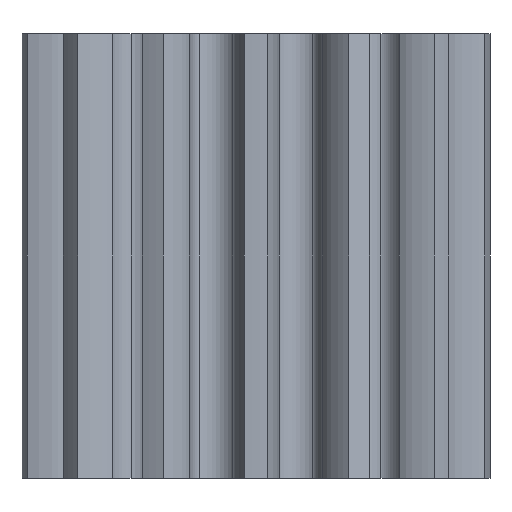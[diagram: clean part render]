
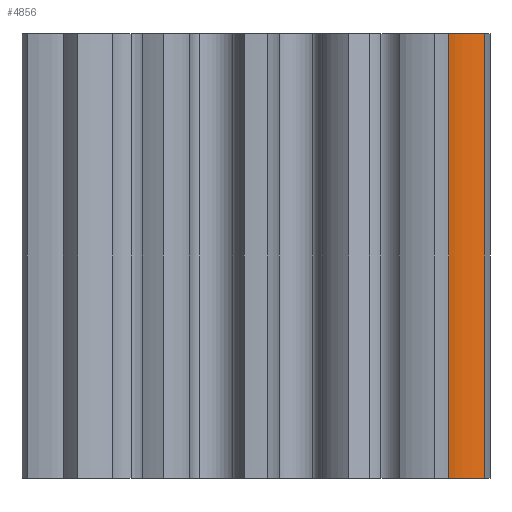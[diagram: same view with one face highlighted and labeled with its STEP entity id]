
A CAD part, left-side view. The second image highlights one B-rep face of the part: STEP entity #4856.
In plain terms, the highlighted free-form (B-spline) face has degree [3, 1] with [13, 2] control points.
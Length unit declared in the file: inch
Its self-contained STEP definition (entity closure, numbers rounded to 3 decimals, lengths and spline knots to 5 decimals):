
#23 = CARTESIAN_POINT ( 'NONE',  ( -0.11525, -0.34597, 0.375 ) ) ;
#31 = CARTESIAN_POINT ( 'NONE',  ( -0.11103, -0.37555, -0.375 ) ) ;
#207 = VERTEX_POINT ( 'NONE', #1894 ) ;
#253 = CARTESIAN_POINT ( 'NONE',  ( -0.11526, -0.33566, 0.375 ) ) ;
#340 = CARTESIAN_POINT ( 'NONE',  ( -0.11408, -0.35896, -0.375 ) ) ;
#356 = CARTESIAN_POINT ( 'NONE',  ( -0.1129, -0.36643, 0.375 ) ) ;
#415 = ORIENTED_EDGE ( 'NONE', *, *, #3421, .F. ) ;
#463 = CARTESIAN_POINT ( 'NONE',  ( -0.1129, -0.36643, 0.375 ) ) ;
#472 = LINE ( 'NONE', #4869, #1982 ) ;
#501 = DIRECTION ( 'NONE',  ( 0., 0., -1. ) ) ;
#532 = VERTEX_POINT ( 'NONE', #2650 ) ;
#619 = CARTESIAN_POINT ( 'NONE',  ( -0.11537, -0.34047, -0.375 ) ) ;
#669 = CARTESIAN_POINT ( 'NONE',  ( -0.11484, -0.35214, -0.375 ) ) ;
#726 = CARTESIAN_POINT ( 'NONE',  ( -0.11452, -0.32744, 0.375 ) ) ;
#776 = VECTOR ( 'NONE', #501, 39.37008 ) ;
#801 = CARTESIAN_POINT ( 'NONE',  ( -0.1129, -0.36643, -0.375 ) ) ;
#812 = CARTESIAN_POINT ( 'NONE',  ( -0.10815, -0.38601, -0.375 ) ) ;
#1006 = CARTESIAN_POINT ( 'NONE',  ( -0.11537, -0.34047, 0.375 ) ) ;
#1032 = CARTESIAN_POINT ( 'NONE',  ( -0.11525, -0.34597, -0.375 ) ) ;
#1056 = FACE_OUTER_BOUND ( 'NONE', #3028, .T. ) ;
#1111 = CARTESIAN_POINT ( 'NONE',  ( -0.11369, -0.32315, 0.375 ) ) ;
#1121 = CARTESIAN_POINT ( 'NONE',  ( -0.11526, -0.33566, -0.375 ) ) ;
#1331 = CARTESIAN_POINT ( 'NONE',  ( -0.11452, -0.32744, -0.375 ) ) ;
#1368 = DIRECTION ( 'NONE',  ( 0., 0., -1. ) ) ;
#1411 = CARTESIAN_POINT ( 'NONE',  ( -0.11405, -0.32472, 0.375 ) ) ;
#1436 = CARTESIAN_POINT ( 'NONE',  ( -0.11498, -0.33154, 0.375 ) ) ;
#1497 = CARTESIAN_POINT ( 'NONE',  ( -0.11405, -0.32472, -0.375 ) ) ;
#1560 = CARTESIAN_POINT ( 'NONE',  ( -0.10937, -0.38214, -0.375 ) ) ;
#1880 = CARTESIAN_POINT ( 'NONE',  ( -0.10815, -0.38601, 0.375 ) ) ;
#1894 = CARTESIAN_POINT ( 'NONE',  ( -0.11369, -0.32315, 0.375 ) ) ;
#1975 = CARTESIAN_POINT ( 'NONE',  ( -0.10815, -0.38601, 0.375 ) ) ;
#1982 = VECTOR ( 'NONE', #1368, 39.37008 ) ;
#2101 = EDGE_CURVE ( 'NONE', #532, #3413, #4853, .T. ) ;
#2222 = CARTESIAN_POINT ( 'NONE',  ( -0.11408, -0.35896, 0.375 ) ) ;
#2279 = CARTESIAN_POINT ( 'NONE',  ( -0.11498, -0.33154, 0.375 ) ) ;
#2284 = EDGE_CURVE ( 'NONE', #207, #532, #472, .T. ) ;
#2287 = CARTESIAN_POINT ( 'NONE',  ( -0.11484, -0.35214, -0.375 ) ) ;
#2303 = CARTESIAN_POINT ( 'NONE',  ( -0.11103, -0.37555, -0.375 ) ) ;
#2607 = CARTESIAN_POINT ( 'NONE',  ( -0.11405, -0.32472, -0.375 ) ) ;
#2650 = CARTESIAN_POINT ( 'NONE',  ( -0.11369, -0.32315, -0.375 ) ) ;
#2662 = CARTESIAN_POINT ( 'NONE',  ( -0.11103, -0.37555, 0.375 ) ) ;
#2674 = CARTESIAN_POINT ( 'NONE',  ( -0.11537, -0.34047, -0.375 ) ) ;
#2762 = CARTESIAN_POINT ( 'NONE',  ( -0.10815, -0.38601, 0.375 ) ) ;
#2837 = CARTESIAN_POINT ( 'NONE',  ( -0.11408, -0.35896, 0.375 ) ) ;
#2851 = LINE ( 'NONE', #4393, #776 ) ;
#2925 = B_SPLINE_CURVE_WITH_KNOTS ( 'NONE', 3,
 ( #1111, #4229, #726, #2279, #3530, #3131, #23, #3626, #2837, #463, #3229, #3203, #1975 ),
 .UNSPECIFIED., .F., .F.,
 ( 4, 1, 1, 1, 1, 1, 1, 1, 1, 1, 4 ),
 ( 0., 0.07591, 0.1299, 0.19466, 0.27018, 0.35648, 0.45354, 0.56136, 0.67996, 0.80932, 1. ),
 .UNSPECIFIED. ) ;
#2942 = CARTESIAN_POINT ( 'NONE',  ( -0.11452, -0.32744, -0.375 ) ) ;
#3028 = EDGE_LOOP ( 'NONE', ( #4220, #415, #4394, #4806 ) ) ;
#3060 = CARTESIAN_POINT ( 'NONE',  ( -0.11498, -0.33154, -0.375 ) ) ;
#3131 = CARTESIAN_POINT ( 'NONE',  ( -0.11537, -0.34047, 0.375 ) ) ;
#3203 = CARTESIAN_POINT ( 'NONE',  ( -0.10937, -0.38214, 0.375 ) ) ;
#3229 = CARTESIAN_POINT ( 'NONE',  ( -0.11103, -0.37555, 0.375 ) ) ;
#3413 = VERTEX_POINT ( 'NONE', #4003 ) ;
#3416 = CARTESIAN_POINT ( 'NONE',  ( -0.11369, -0.32315, -0.375 ) ) ;
#3421 = EDGE_CURVE ( 'NONE', #3611, #3413, #2851, .T. ) ;
#3527 = CARTESIAN_POINT ( 'NONE',  ( -0.10815, -0.38601, -0.375 ) ) ;
#3530 = CARTESIAN_POINT ( 'NONE',  ( -0.11526, -0.33566, 0.375 ) ) ;
#3611 = VERTEX_POINT ( 'NONE', #1880 ) ;
#3626 = CARTESIAN_POINT ( 'NONE',  ( -0.11484, -0.35214, 0.375 ) ) ;
#3708 = CARTESIAN_POINT ( 'NONE',  ( -0.11369, -0.32315, -0.375 ) ) ;
#3734 = CARTESIAN_POINT ( 'NONE',  ( -0.11484, -0.35214, 0.375 ) ) ;
#3782 = CARTESIAN_POINT ( 'NONE',  ( -0.11498, -0.33154, -0.375 ) ) ;
#3950 = EDGE_CURVE ( 'NONE', #207, #3611, #2925, .T. ) ;
#4003 = CARTESIAN_POINT ( 'NONE',  ( -0.10815, -0.38601, -0.375 ) ) ;
#4059 = CARTESIAN_POINT ( 'NONE',  ( -0.1129, -0.36643, -0.375 ) ) ;
#4118 = CARTESIAN_POINT ( 'NONE',  ( -0.11525, -0.34597, 0.375 ) ) ;
#4220 = ORIENTED_EDGE ( 'NONE', *, *, #2101, .T. ) ;
#4229 = CARTESIAN_POINT ( 'NONE',  ( -0.11405, -0.32472, 0.375 ) ) ;
#4238 = CARTESIAN_POINT ( 'NONE',  ( -0.11525, -0.34597, -0.375 ) ) ;
#4313 = CARTESIAN_POINT ( 'NONE',  ( -0.10937, -0.38214, -0.375 ) ) ;
#4324 = CARTESIAN_POINT ( 'NONE',  ( -0.10937, -0.38214, 0.375 ) ) ;
#4345 = B_SPLINE_SURFACE_WITH_KNOTS ( 'NONE', 3, 1, ( 
 ( #4476, #3708 ),
 ( #1411, #2607 ),
 ( #4525, #2942 ),
 ( #1436, #3782 ),
 ( #253, #4500 ),
 ( #1006, #619 ),
 ( #4118, #1032 ),
 ( #3734, #669 ),
 ( #2222, #4578 ),
 ( #356, #801 ),
 ( #2662, #2303 ),
 ( #4324, #1560 ),
 ( #2762, #3527 ) ),
 .UNSPECIFIED., .F., .F., .F.,
 ( 4, 1, 1, 1, 1, 1, 1, 1, 1, 1, 4 ),
 ( 2, 2 ),
 ( 0., 0.07591, 0.1299, 0.19466, 0.27018, 0.35648, 0.45354, 0.56136, 0.67996, 0.80932, 1. ),
 ( 0., 1. ),
 .UNSPECIFIED. ) ;
#4393 = CARTESIAN_POINT ( 'NONE',  ( -0.10815, -0.38601, 0.375 ) ) ;
#4394 = ORIENTED_EDGE ( 'NONE', *, *, #3950, .F. ) ;
#4476 = CARTESIAN_POINT ( 'NONE',  ( -0.11369, -0.32315, 0.375 ) ) ;
#4500 = CARTESIAN_POINT ( 'NONE',  ( -0.11526, -0.33566, -0.375 ) ) ;
#4525 = CARTESIAN_POINT ( 'NONE',  ( -0.11452, -0.32744, 0.375 ) ) ;
#4578 = CARTESIAN_POINT ( 'NONE',  ( -0.11408, -0.35896, -0.375 ) ) ;
#4806 = ORIENTED_EDGE ( 'NONE', *, *, #2284, .T. ) ;
#4853 = B_SPLINE_CURVE_WITH_KNOTS ( 'NONE', 3,
 ( #3416, #1497, #1331, #3060, #1121, #2674, #4238, #2287, #340, #4059, #31, #4313, #812 ),
 .UNSPECIFIED., .F., .F.,
 ( 4, 1, 1, 1, 1, 1, 1, 1, 1, 1, 4 ),
 ( 0., 0.07591, 0.1299, 0.19466, 0.27018, 0.35648, 0.45354, 0.56136, 0.67996, 0.80932, 1. ),
 .UNSPECIFIED. ) ;
#4856 = ADVANCED_FACE ( 'NONE', ( #1056 ), #4345, .F. ) ;
#4869 = CARTESIAN_POINT ( 'NONE',  ( -0.11369, -0.32315, 0.375 ) ) ;
